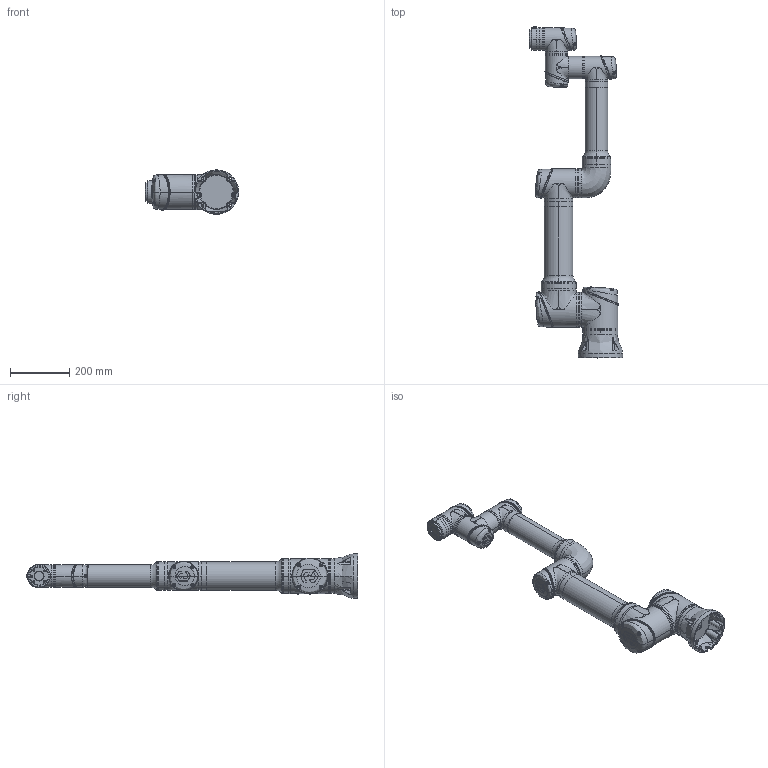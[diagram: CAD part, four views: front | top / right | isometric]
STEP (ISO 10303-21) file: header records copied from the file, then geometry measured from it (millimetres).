
FILE_DESCRIPTION (( 'STEP AP214' ), '1' );
FILE_NAME ('CS66.STEP', '2022-05-06T05:19:27', ( '' ), ( '' ), 'SwSTEP 2.0', 'SolidWorks 2017', '' );
FILE_SCHEMA (( 'AUTOMOTIVE_DESIGN' ));
Length unit declared in the file: millimetre
Products named in the file (8): CS66; CS66-Link2A_Link2B_J4; CS66-Flange; CS66-Base; CS66-J1; CS66-J5; CS66-J6; CS66-J2_Link1_J3
Assembly tree (7 placements, depth 2):
  CS66
    CS66-Base
    CS66-Flange
    CS66-J1
    CS66-J2_Link1_J3
    CS66-J5
    CS66-J6
    CS66-Link2A_Link2B_J4
Bounding box: 314.35 x 1120.7 x 149.7 mm (x, y, z)
Volume: 11884491.5 mm3; surface area: 922239.9 mm2
Topology: 72 solids, 77 shells, 4755 faces, 11402 edges, 6813 vertices
Faces by surface type: bspline 2340, plane 1087, cylinder 719, cone 332, sphere 153, torus 124
Entity records: 698667 total; most frequent: CARTESIAN_POINT 578800, ORIENTED_EDGE 22380, DIRECTION 14076, EDGE_CURVE 11190, VERTEX_POINT 6801, AXIS2_PLACEMENT_3D 5963, EDGE_LOOP 5041, B_SPLINE_CURVE_WITH_KNOTS 4938
